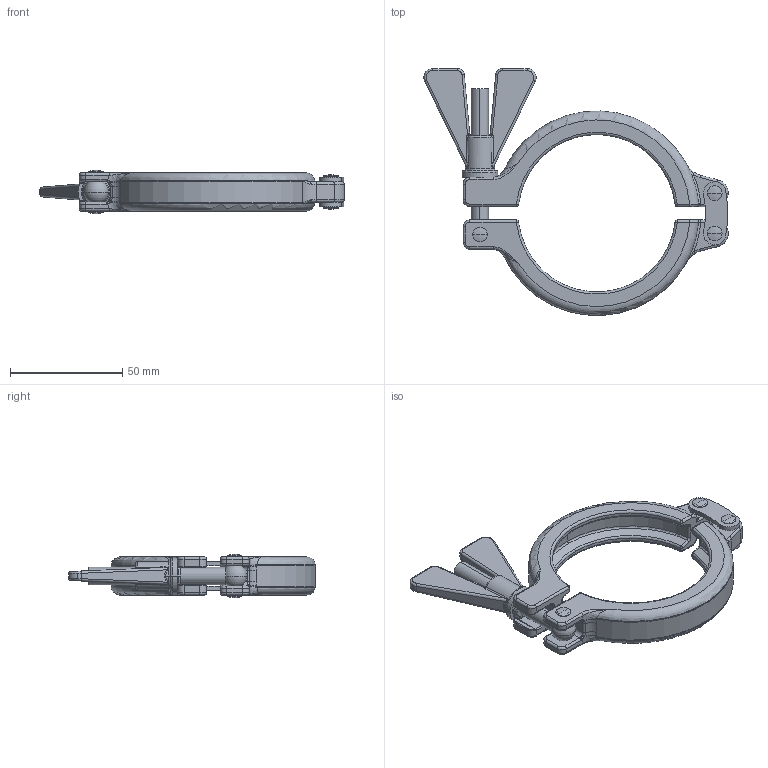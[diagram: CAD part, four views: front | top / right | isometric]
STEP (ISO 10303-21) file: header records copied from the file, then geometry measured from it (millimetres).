
FILE_DESCRIPTION (( 'STEP AP214' ), '1' );
FILE_NAME ('CL.SAF.0250.STEP', '2020-05-19T11:28:18', ( '' ), ( '' ), 'SwSTEP 2.0', 'SolidWorks 2020', '' );
FILE_SCHEMA (( 'AUTOMOTIVE_DESIGN' ));
Length unit declared in the file: millimetre
Products named in the file (1): CL.SAF.0250
Bounding box: 135.6 x 110.04 x 19.3 mm (x, y, z)
Volume: 49966.1 mm3; surface area: 24504.8 mm2
Topology: 4 solids, 4 shells, 451 faces, 1041 edges, 591 vertices
Faces by surface type: cylinder 168, bspline 89, torus 83, plane 61, sphere 36, cone 14
Entity records: 15748 total; most frequent: CARTESIAN_POINT 6003, DIRECTION 2104, ORIENTED_EDGE 2036, EDGE_CURVE 1018, AXIS2_PLACEMENT_3D 917, VERTEX_POINT 590, CIRCLE 554, EDGE_LOOP 474
